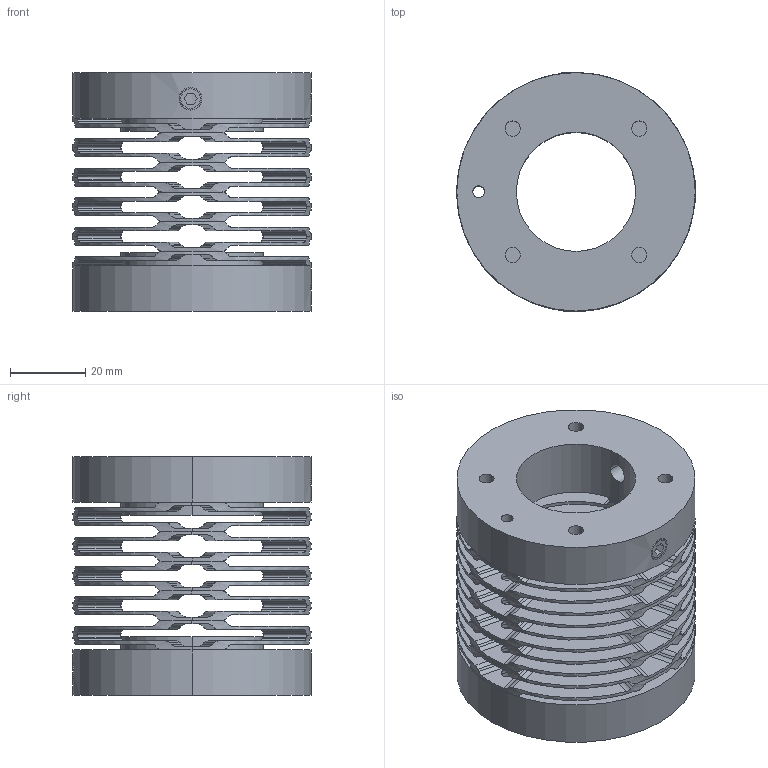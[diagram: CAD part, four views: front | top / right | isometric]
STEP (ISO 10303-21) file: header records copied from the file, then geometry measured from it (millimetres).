
FILE_DESCRIPTION (( 'STEP AP214' ), '1' );
FILE_NAME ('DC-SBS63-2020.STEP', '2015-11-19T18:13:57', ( '' ), ( '' ), 'SwSTEP 2.0', 'SolidWorks 2015', '' );
FILE_SCHEMA (( 'AUTOMOTIVE_DESIGN' ));
Length unit declared in the file: millimetre
Products named in the file (1): DC-SBS63-2020
Bounding box: 63.5 x 63.5 x 63.54 mm (x, y, z)
Volume: 79942.6 mm3; surface area: 64267.3 mm2
Topology: 16 solids, 16 shells, 795 faces, 2344 edges, 1560 vertices
Faces by surface type: cylinder 428, plane 359, cone 8
Entity records: 30419 total; most frequent: CARTESIAN_POINT 10640, ORIENTED_EDGE 4688, DIRECTION 3480, EDGE_CURVE 2344, VERTEX_POINT 1560, AXIS2_PLACEMENT_3D 1324, EDGE_LOOP 852, VECTOR 832
